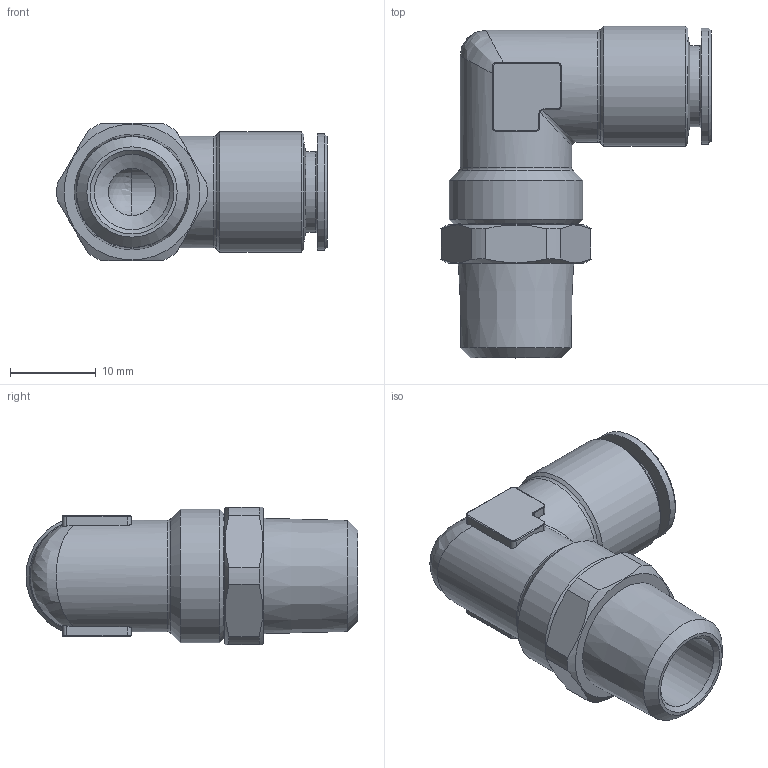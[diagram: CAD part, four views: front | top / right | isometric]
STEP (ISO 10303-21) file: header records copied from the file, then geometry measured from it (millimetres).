
FILE_DESCRIPTION( ( 'STEP AP214' ), '1' );
FILE_NAME( 'psolqas_6080_8.stp', '2020-12-10T08:54:59', ( 'License CC BY-ND 4.0' ), ( 'CADENAS' ), ' ', 'PARTsolutions', ' ' );
FILE_SCHEMA( ( 'AUTOMOTIVE_DESIGN { 1 0 10303 214 1 1 1 1 }' ) );
Length unit declared in the file: metre
Products named in the file (1): Taglia-Rivoluzione1
Bounding box: 31.44 x 38.6 x 16 mm (x, y, z)
Volume: 5814.1 mm3; surface area: 4042.6 mm2
Topology: 1 solids, 1 shells, 101 faces, 248 edges, 152 vertices
Faces by surface type: cylinder 41, plane 27, cone 15, torus 15, bspline 2, sphere 1
Full cylindrical faces by diameter (mm): 5.5 x1, 6 x1, 8.15 x1, 8.75 x1, 9.4 x1, 13 x2, 13.5 x1, 14 x1, 14.3 x1, 15.5 x1
Entity records: 3970 total; most frequent: CARTESIAN_POINT 960, DIRECTION 466, ORIENTED_EDGE 416, EDGE_CURVE 208, AXIS2_PLACEMENT_3D 199, VERTEX_POINT 143, EDGE_LOOP 137, FACE_OUTER_BOUND 115
